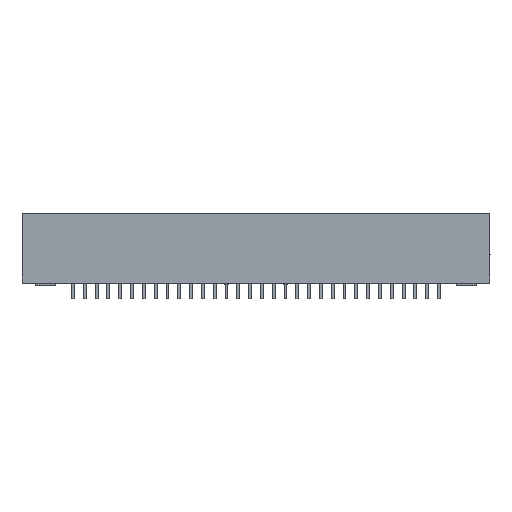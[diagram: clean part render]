
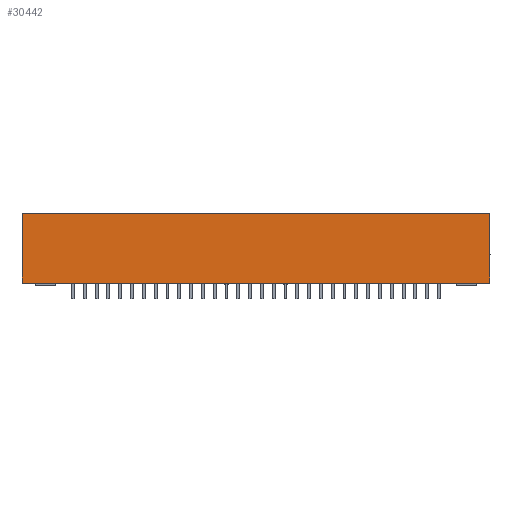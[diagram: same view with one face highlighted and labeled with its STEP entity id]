
A CAD part, front view. The second image highlights one B-rep face of the part: STEP entity #30442.
In plain terms, the highlighted planar face has unit normal (0, -1, 0).
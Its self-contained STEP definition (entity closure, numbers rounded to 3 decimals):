
#664=FACE_OUTER_BOUND($,#2642,.T.);
#2642=EDGE_LOOP($,(#20060,#20061,#20062,#20063));
#4696=LINE($,#43571,#8780);
#4701=LINE($,#43581,#8785);
#4705=LINE($,#43588,#8789);
#4707=LINE($,#43592,#8791);
#8780=VECTOR($,#35177,14.986);
#8785=VECTOR($,#35184,100.68);
#8789=VECTOR($,#35190,100.68);
#8791=VECTOR($,#35196,14.986);
#12848=VERTEX_POINT($,#43569);
#12849=VERTEX_POINT($,#43570);
#12852=VERTEX_POINT($,#43578);
#12855=VERTEX_POINT($,#43585);
#15712=EDGE_CURVE($,#12848,#12849,#4696,.T.);
#15717=EDGE_CURVE($,#12849,#12852,#4701,.T.);
#15721=EDGE_CURVE($,#12855,#12848,#4705,.F.);
#15723=EDGE_CURVE($,#12855,#12852,#4707,.F.);
#20060=ORIENTED_EDGE($,*,*,#15723,.F.);
#20061=ORIENTED_EDGE($,*,*,#15721,.T.);
#20062=ORIENTED_EDGE($,*,*,#15712,.T.);
#20063=ORIENTED_EDGE($,*,*,#15717,.T.);
#28560=PLANE($,#32955);
#30442=ADVANCED_FACE($,(#664),#28560,.T.);
#32955=AXIS2_PLACEMENT_3D($,#43591,#35194,#35195);
#35177=DIRECTION($,(0.,0.,-1.));
#35184=DIRECTION($,(1.,0.,0.));
#35190=DIRECTION($,(1.,0.,0.));
#35194=DIRECTION('center_axis',(0.,-1.,0.));
#35195=DIRECTION('ref_axis',(0.,0.,-1.));
#35196=DIRECTION($,(0.,0.,1.));
#43569=CARTESIAN_POINT('',(-50.34,-5.309,15.494));
#43570=CARTESIAN_POINT('',(-50.34,-5.309,0.508));
#43571=CARTESIAN_POINT($,(-50.34,-5.309,7.239));
#43578=CARTESIAN_POINT('',(50.34,-5.309,0.508));
#43581=CARTESIAN_POINT($,(0.,-5.309,0.508));
#43585=CARTESIAN_POINT('',(50.34,-5.309,15.494));
#43588=CARTESIAN_POINT($,(0.,-5.309,15.494));
#43591=CARTESIAN_POINT('Origin',(0.,-5.309,
6.985));
#43592=CARTESIAN_POINT($,(50.34,-5.309,7.239));
